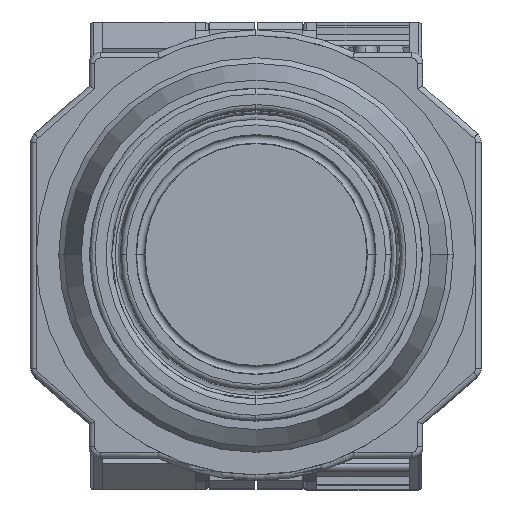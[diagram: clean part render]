
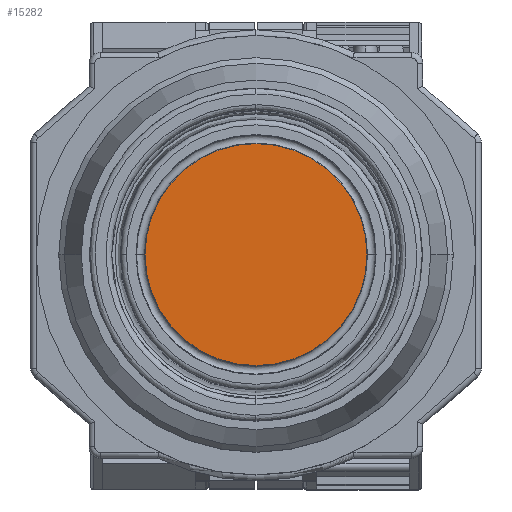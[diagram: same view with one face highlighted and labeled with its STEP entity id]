
A CAD part, top view. The second image highlights one B-rep face of the part: STEP entity #15282.
In plain terms, the highlighted planar face has unit normal (0, 0, 1).
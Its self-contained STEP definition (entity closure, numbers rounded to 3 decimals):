
#1527 = DIRECTION ( 'NONE',  ( -1., 0., 0. ) ) ;
#2420 = ORIENTED_EDGE ( 'NONE', *, *, #20247, .F. ) ;
#4220 = AXIS2_PLACEMENT_3D ( 'NONE', #8562, #5056, #1527 ) ;
#5056 = DIRECTION ( 'NONE',  ( 0., 0., -1. ) ) ;
#5128 = AXIS2_PLACEMENT_3D ( 'NONE', #8146, #21459, #17920 ) ;
#6899 = FACE_OUTER_BOUND ( 'NONE', #30319, .T. ) ;
#7671 = VERTEX_POINT ( 'NONE', #9780 ) ;
#8146 = CARTESIAN_POINT ( 'NONE',  ( 0., 0., 48.1 ) ) ;
#8562 = CARTESIAN_POINT ( 'NONE',  ( 0., 12., 48.1 ) ) ;
#9309 = EDGE_CURVE ( 'NONE', #7671, #25920, #12680, .T. ) ;
#9780 = CARTESIAN_POINT ( 'NONE',  ( -9.85, 0., 48.1 ) ) ;
#11268 = AXIS2_PLACEMENT_3D ( 'NONE', #22278, #15178, #11645 ) ;
#11645 = DIRECTION ( 'NONE',  ( -1., 0., 0. ) ) ;
#12680 = CIRCLE ( 'NONE', #5128, 9.85 ) ;
#15178 = DIRECTION ( 'NONE',  ( 0., 0., -1. ) ) ;
#15282 = ADVANCED_FACE ( 'NONE', ( #6899 ), #22715, .F. ) ;
#17215 = CARTESIAN_POINT ( 'NONE',  ( 9.85, 0., 48.1 ) ) ;
#17920 = DIRECTION ( 'NONE',  ( -1., 0., 0. ) ) ;
#19144 = ORIENTED_EDGE ( 'NONE', *, *, #9309, .F. ) ;
#20247 = EDGE_CURVE ( 'NONE', #25920, #7671, #30281, .T. ) ;
#21459 = DIRECTION ( 'NONE',  ( 0., 0., -1. ) ) ;
#22278 = CARTESIAN_POINT ( 'NONE',  ( 0., 0., 48.1 ) ) ;
#22715 = PLANE ( 'NONE',  #4220 ) ;
#25920 = VERTEX_POINT ( 'NONE', #17215 ) ;
#30281 = CIRCLE ( 'NONE', #11268, 9.85 ) ;
#30319 = EDGE_LOOP ( 'NONE', ( #19144, #2420 ) ) ;
